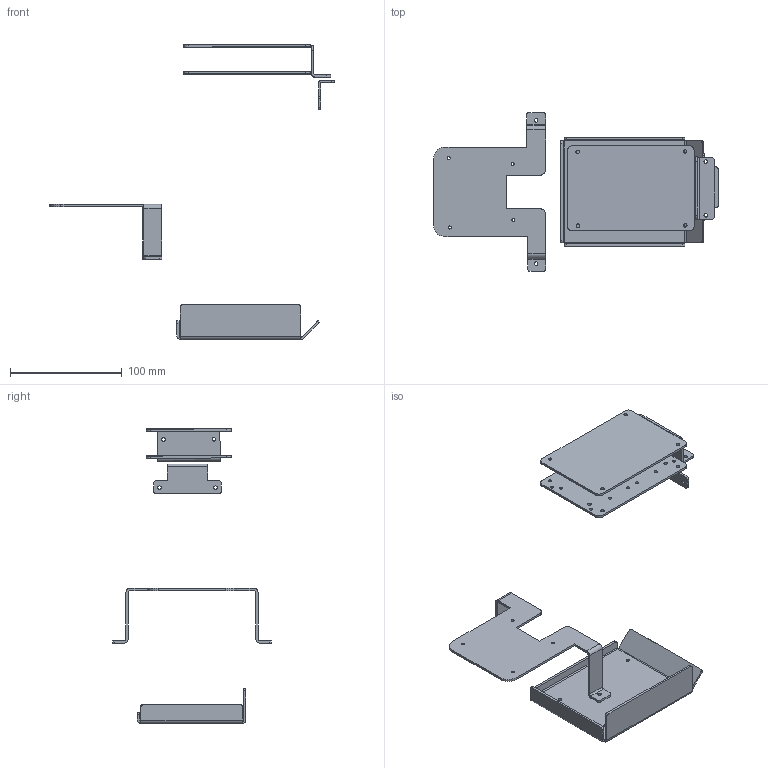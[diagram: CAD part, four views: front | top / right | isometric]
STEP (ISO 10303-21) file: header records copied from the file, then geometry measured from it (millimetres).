
FILE_DESCRIPTION(/* description */ (''),/* implementation_level */ '2;1');
FILE_NAME(/* name */ 'robomaster_plate.step',/* time_stamp */ '2019-11-24T20:19:50+09:00',/* author */ (''),/* organization */ (''),/* preprocessor_version */ 'ST-DEVELOPER v18',/* originating_system */ 'Autodesk Translation Framework v8.12.0.6',/* authorisation */ '');
FILE_SCHEMA (('AUTOMOTIVE_DESIGN { 1 0 10303 214 3 1 1 }'));
Length unit declared in the file: metre
Products named in the file (1): (未保存)
Bounding box: 254.26 x 142 x 263.56 mm (x, y, z)
Volume: 96095.5 mm3; surface area: 101720.1 mm2
Topology: 6 solids, 6 shells, 175 faces, 525 edges, 362 vertices
Faces by surface type: cylinder 98, plane 77
Full cylindrical faces by diameter (mm): 2.7 x4, 2.8 x12, 3.2 x28
Entity records: 6294 total; most frequent: DIRECTION 1124, CARTESIAN_POINT 1067, ORIENTED_EDGE 1054, EDGE_CURVE 527, AXIS2_PLACEMENT_3D 421, VERTEX_POINT 364, LINE 282, VECTOR 282
